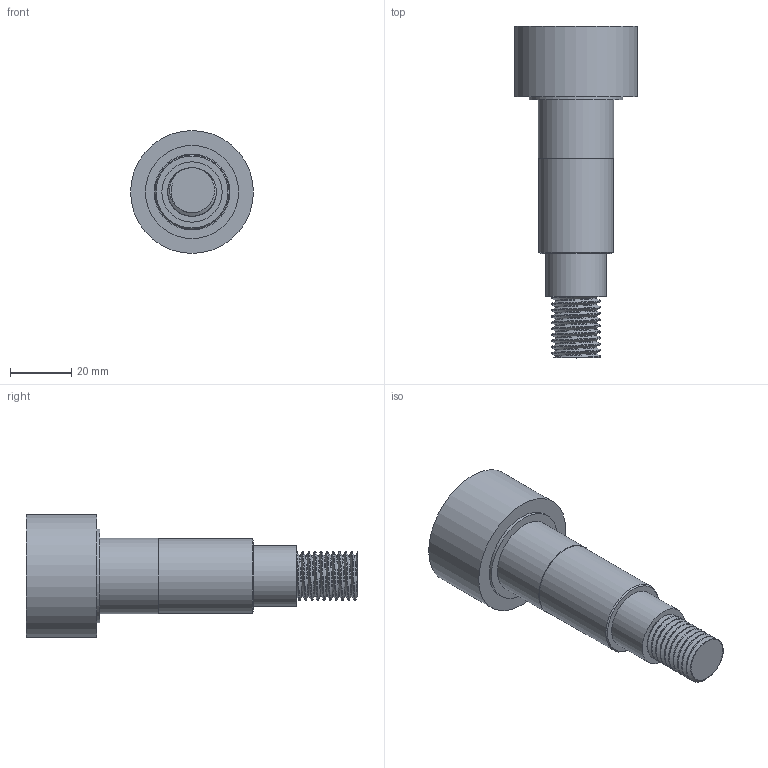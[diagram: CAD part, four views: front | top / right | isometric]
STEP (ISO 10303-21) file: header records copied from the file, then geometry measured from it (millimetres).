
FILE_DESCRIPTION(/* description */ (''),/* implementation_level */ '2;1');
FILE_NAME(/* name */ 'Axe.step',/* time_stamp */ '2022-02-20T20:14:54+01:00',/* author */ (''),/* organization */ (''),/* preprocessor_version */ 'ST-DEVELOPER v18.1',/* originating_system */ 'Autodesk Translation Framework v10.13.0.1454',/* authorisation */ '');
FILE_SCHEMA (('AUTOMOTIVE_DESIGN { 1 0 10303 214 3 1 1 }'));
Length unit declared in the file: millimetre
Products named in the file (1): Axe
Bounding box: 40 x 108 x 40 mm (x, y, z)
Volume: 60571.4 mm3; surface area: 11702.2 mm2
Topology: 1 solids, 1 shells, 37 faces, 89 edges, 59 vertices
Faces by surface type: cylinder 27, plane 7, bspline 2, cone 1
Full cylindrical faces by diameter (mm): 13.534 x9, 15.822 x9, 19.6 x1, 24.2 x1, 24.7 x1, 30.3 x1, 40 x1
Entity records: 3648 total; most frequent: CARTESIAN_POINT 2833, ORIENTED_EDGE 178, DIRECTION 128, EDGE_CURVE 89, VERTEX_POINT 59, AXIS2_PLACEMENT_3D 51, B_SPLINE_CURVE_WITH_KNOTS 48, EDGE_LOOP 42
